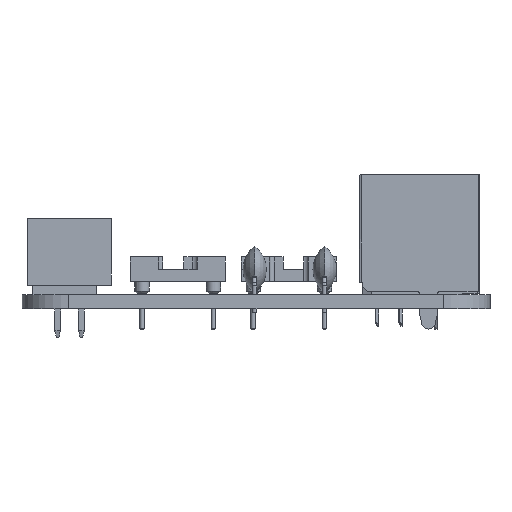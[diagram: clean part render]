
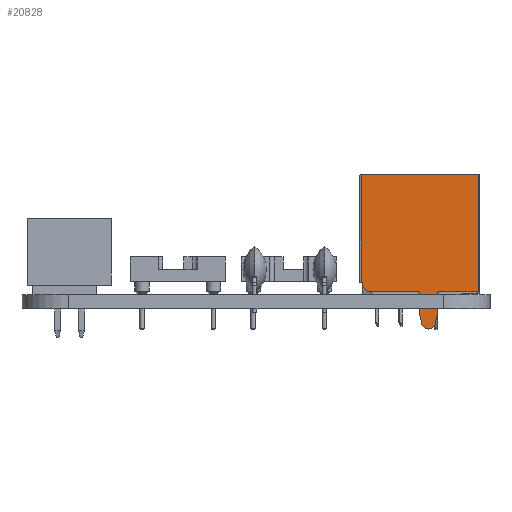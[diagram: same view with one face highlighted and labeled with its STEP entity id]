
A CAD part, left-side view. The second image highlights one B-rep face of the part: STEP entity #20828.
In plain terms, the highlighted planar face has unit normal (-1, 0, 0).
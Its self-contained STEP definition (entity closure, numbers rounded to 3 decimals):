
#20306 = VERTEX_POINT('',#20307);
#20307 = CARTESIAN_POINT('',(-7.,0.25,-0.2));
#20314 = EDGE_CURVE('',#20315,#20306,#20317,.T.);
#20315 = VERTEX_POINT('',#20316);
#20316 = CARTESIAN_POINT('',(-7.,0.25,-4.3));
#20317 = LINE('',#20318,#20319);
#20318 = CARTESIAN_POINT('',(-7.,0.25,-2.15));
#20319 = VECTOR('',#20320,1.);
#20320 = DIRECTION('',(0.,0.,1.));
#20362 = EDGE_CURVE('',#20306,#20363,#20365,.T.);
#20363 = VERTEX_POINT('',#20364);
#20364 = CARTESIAN_POINT('',(-7.,12.75,-0.2));
#20365 = LINE('',#20366,#20367);
#20366 = CARTESIAN_POINT('',(-7.,6.538,-0.2));
#20367 = VECTOR('',#20368,1.);
#20368 = DIRECTION('',(-0.,1.,-0.));
#20828 = ADVANCED_FACE('',(#20829),#20938,.T.);
#20829 = FACE_BOUND('',#20830,.T.);
#20830 = EDGE_LOOP('',(#20831,#20832,#20833,#20841,#20849,#20857,#20865,
    #20873,#20881,#20890,#20898,#20906,#20915,#20923,#20931));
#20831 = ORIENTED_EDGE('',*,*,#20314,.T.);
#20832 = ORIENTED_EDGE('',*,*,#20362,.T.);
#20833 = ORIENTED_EDGE('',*,*,#20834,.T.);
#20834 = EDGE_CURVE('',#20363,#20835,#20837,.T.);
#20835 = VERTEX_POINT('',#20836);
#20836 = CARTESIAN_POINT('',(-7.,12.75,-12.7));
#20837 = LINE('',#20838,#20839);
#20838 = CARTESIAN_POINT('',(-7.,12.75,-6.45));
#20839 = VECTOR('',#20840,1.);
#20840 = DIRECTION('',(-0.,-0.,-1.));
#20841 = ORIENTED_EDGE('',*,*,#20842,.T.);
#20842 = EDGE_CURVE('',#20835,#20843,#20845,.T.);
#20843 = VERTEX_POINT('',#20844);
#20844 = CARTESIAN_POINT('',(-7.,1.25,-12.7));
#20845 = LINE('',#20846,#20847);
#20846 = CARTESIAN_POINT('',(-7.,4.451,-12.7));
#20847 = VECTOR('',#20848,1.);
#20848 = DIRECTION('',(0.,-1.,0.));
#20849 = ORIENTED_EDGE('',*,*,#20850,.T.);
#20850 = EDGE_CURVE('',#20843,#20851,#20853,.T.);
#20851 = VERTEX_POINT('',#20852);
#20852 = CARTESIAN_POINT('',(-7.,1.25,-12.6));
#20853 = LINE('',#20854,#20855);
#20854 = CARTESIAN_POINT('',(-7.,1.25,-12.75));
#20855 = VECTOR('',#20856,1.);
#20856 = DIRECTION('',(0.,0.,1.));
#20857 = ORIENTED_EDGE('',*,*,#20858,.T.);
#20858 = EDGE_CURVE('',#20851,#20859,#20861,.T.);
#20859 = VERTEX_POINT('',#20860);
#20860 = CARTESIAN_POINT('',(-7.,0.8,-12.6));
#20861 = LINE('',#20862,#20863);
#20862 = CARTESIAN_POINT('',(-7.,4.451,-12.6));
#20863 = VECTOR('',#20864,1.);
#20864 = DIRECTION('',(0.,-1.,0.));
#20865 = ORIENTED_EDGE('',*,*,#20866,.T.);
#20866 = EDGE_CURVE('',#20859,#20867,#20869,.T.);
#20867 = VERTEX_POINT('',#20868);
#20868 = CARTESIAN_POINT('',(-7.,0.25,-12.05));
#20869 = LINE('',#20870,#20871);
#20870 = CARTESIAN_POINT('',(-7.,0.8,-12.6));
#20871 = VECTOR('',#20872,1.);
#20872 = DIRECTION('',(0.,-0.707,0.707));
#20873 = ORIENTED_EDGE('',*,*,#20874,.T.);
#20874 = EDGE_CURVE('',#20867,#20875,#20877,.T.);
#20875 = VERTEX_POINT('',#20876);
#20876 = CARTESIAN_POINT('',(-7.,0.25,-6.7));
#20877 = LINE('',#20878,#20879);
#20878 = CARTESIAN_POINT('',(-7.,0.25,-6.45));
#20879 = VECTOR('',#20880,1.);
#20880 = DIRECTION('',(0.,0.,1.));
#20881 = ORIENTED_EDGE('',*,*,#20882,.T.);
#20882 = EDGE_CURVE('',#20875,#20883,#20885,.T.);
#20883 = VERTEX_POINT('',#20884);
#20884 = CARTESIAN_POINT('',(-7.,0.05,-6.5));
#20885 = CIRCLE('',#20886,0.2);
#20886 = AXIS2_PLACEMENT_3D('',#20887,#20888,#20889);
#20887 = CARTESIAN_POINT('',(-7.,0.05,-6.7));
#20888 = DIRECTION('',(1.,0.,0.));
#20889 = DIRECTION('',(0.,0.,1.));
#20890 = ORIENTED_EDGE('',*,*,#20891,.T.);
#20891 = EDGE_CURVE('',#20883,#20892,#20894,.T.);
#20892 = VERTEX_POINT('',#20893);
#20893 = CARTESIAN_POINT('',(-7.,-1.85,-6.5));
#20894 = LINE('',#20895,#20896);
#20895 = CARTESIAN_POINT('',(-7.,4.451,-6.5));
#20896 = VECTOR('',#20897,1.);
#20897 = DIRECTION('',(0.,-1.,0.));
#20898 = ORIENTED_EDGE('',*,*,#20899,.T.);
#20899 = EDGE_CURVE('',#20892,#20900,#20902,.T.);
#20900 = VERTEX_POINT('',#20901);
#20901 = CARTESIAN_POINT('',(-7.,-3.15,-6.235));
#20902 = LINE('',#20903,#20904);
#20903 = CARTESIAN_POINT('',(-7.,-1.85,-6.5));
#20904 = VECTOR('',#20905,1.);
#20905 = DIRECTION('',(0.,-0.98,0.2));
#20906 = ORIENTED_EDGE('',*,*,#20907,.T.);
#20907 = EDGE_CURVE('',#20900,#20908,#20910,.T.);
#20908 = VERTEX_POINT('',#20909);
#20909 = CARTESIAN_POINT('',(-7.,-3.15,-4.765));
#20910 = CIRCLE('',#20911,0.75);
#20911 = AXIS2_PLACEMENT_3D('',#20912,#20913,#20914);
#20912 = CARTESIAN_POINT('',(-7.,-3.,-5.5));
#20913 = DIRECTION('',(-1.,0.,0.));
#20914 = DIRECTION('',(0.,0.,1.));
#20915 = ORIENTED_EDGE('',*,*,#20916,.T.);
#20916 = EDGE_CURVE('',#20908,#20917,#20919,.T.);
#20917 = VERTEX_POINT('',#20918);
#20918 = CARTESIAN_POINT('',(-7.,-1.85,-4.5));
#20919 = LINE('',#20920,#20921);
#20920 = CARTESIAN_POINT('',(-7.,-3.15,-4.765));
#20921 = VECTOR('',#20922,1.);
#20922 = DIRECTION('',(0.,0.98,0.2));
#20923 = ORIENTED_EDGE('',*,*,#20924,.T.);
#20924 = EDGE_CURVE('',#20917,#20925,#20927,.T.);
#20925 = VERTEX_POINT('',#20926);
#20926 = CARTESIAN_POINT('',(-7.,0.05,-4.5));
#20927 = LINE('',#20928,#20929);
#20928 = CARTESIAN_POINT('',(-7.,4.451,-4.5));
#20929 = VECTOR('',#20930,1.);
#20930 = DIRECTION('',(-0.,1.,-0.));
#20931 = ORIENTED_EDGE('',*,*,#20932,.T.);
#20932 = EDGE_CURVE('',#20925,#20315,#20933,.T.);
#20933 = CIRCLE('',#20934,0.2);
#20934 = AXIS2_PLACEMENT_3D('',#20935,#20936,#20937);
#20935 = CARTESIAN_POINT('',(-7.,0.05,-4.3));
#20936 = DIRECTION('',(1.,0.,0.));
#20937 = DIRECTION('',(0.,0.,1.));
#20938 = PLANE('',#20939);
#20939 = AXIS2_PLACEMENT_3D('',#20940,#20941,#20942);
#20940 = CARTESIAN_POINT('',(-7.,12.75,-12.7));
#20941 = DIRECTION('',(-1.,0.,0.));
#20942 = DIRECTION('',(0.,-1.,0.));
